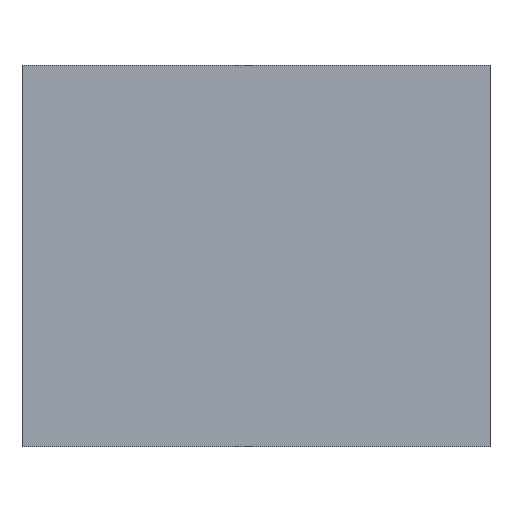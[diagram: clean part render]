
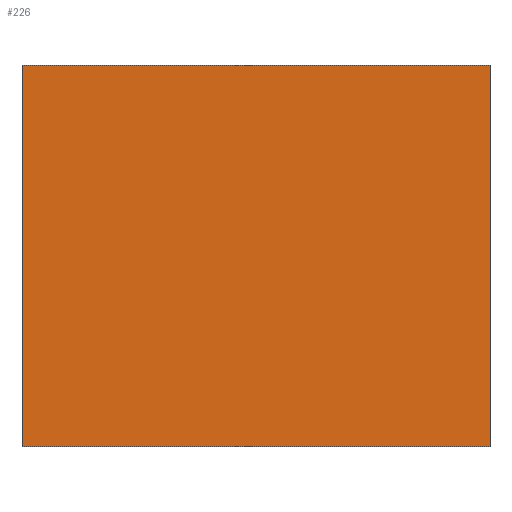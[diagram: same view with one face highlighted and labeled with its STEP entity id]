
A CAD part, top view. The second image highlights one B-rep face of the part: STEP entity #226.
In plain terms, the highlighted planar face has unit normal (0, 0, 1).
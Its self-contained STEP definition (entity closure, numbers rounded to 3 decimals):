
#1 = CARTESIAN_POINT ( 'NONE',  ( -105., -85.5, 9.3 ) ) ;
#2 = VECTOR ( 'NONE', #116, 1000. ) ;
#4 = CARTESIAN_POINT ( 'NONE',  ( 0., 0., 9.3 ) ) ;
#9 = CARTESIAN_POINT ( 'NONE',  ( -105., -85.5, 9.3 ) ) ;
#11 = ORIENTED_EDGE ( 'NONE', *, *, #12, .T. ) ;
#12 = EDGE_CURVE ( 'NONE', #210, #96, #191, .T. ) ;
#13 = CARTESIAN_POINT ( 'NONE',  ( 105., 85.5, 9.3 ) ) ;
#21 = VECTOR ( 'NONE', #28, 1000. ) ;
#28 = DIRECTION ( 'NONE',  ( 1., 0., 0. ) ) ;
#30 = VECTOR ( 'NONE', #124, 1000. ) ;
#31 = CARTESIAN_POINT ( 'NONE',  ( -105., -85.5, 9.3 ) ) ;
#32 = EDGE_CURVE ( 'NONE', #96, #42, #135, .T. ) ;
#36 = DIRECTION ( 'NONE',  ( 0., 0., -1. ) ) ;
#42 = VERTEX_POINT ( 'NONE', #13 ) ;
#43 = EDGE_LOOP ( 'NONE', ( #224, #156, #227, #11 ) ) ;
#49 = CARTESIAN_POINT ( 'NONE',  ( 105., -85.5, 9.3 ) ) ;
#54 = PLANE ( 'NONE',  #119 ) ;
#61 = CARTESIAN_POINT ( 'NONE',  ( -105., 85.5, 9.3 ) ) ;
#82 = LINE ( 'NONE', #61, #180 ) ;
#96 = VERTEX_POINT ( 'NONE', #49 ) ;
#100 = CARTESIAN_POINT ( 'NONE',  ( 105., -85.5, 9.3 ) ) ;
#105 = LINE ( 'NONE', #1, #30 ) ;
#116 = DIRECTION ( 'NONE',  ( 0., 1., 0. ) ) ;
#119 = AXIS2_PLACEMENT_3D ( 'NONE', #4, #36, #200 ) ;
#124 = DIRECTION ( 'NONE',  ( 0., -1., 0. ) ) ;
#125 = EDGE_CURVE ( 'NONE', #42, #176, #82, .T. ) ;
#126 = CARTESIAN_POINT ( 'NONE',  ( -105., 85.5, 9.3 ) ) ;
#135 = LINE ( 'NONE', #100, #2 ) ;
#137 = DIRECTION ( 'NONE',  ( -1., 0., 0. ) ) ;
#156 = ORIENTED_EDGE ( 'NONE', *, *, #125, .T. ) ;
#173 = EDGE_CURVE ( 'NONE', #176, #210, #105, .T. ) ;
#176 = VERTEX_POINT ( 'NONE', #126 ) ;
#180 = VECTOR ( 'NONE', #137, 1000. ) ;
#183 = FACE_OUTER_BOUND ( 'NONE', #43, .T. ) ;
#191 = LINE ( 'NONE', #9, #21 ) ;
#200 = DIRECTION ( 'NONE',  ( -1., 0., 0. ) ) ;
#210 = VERTEX_POINT ( 'NONE', #31 ) ;
#224 = ORIENTED_EDGE ( 'NONE', *, *, #32, .T. ) ;
#226 = ADVANCED_FACE ( 'NONE', ( #183 ), #54, .F. ) ;
#227 = ORIENTED_EDGE ( 'NONE', *, *, #173, .T. ) ;
